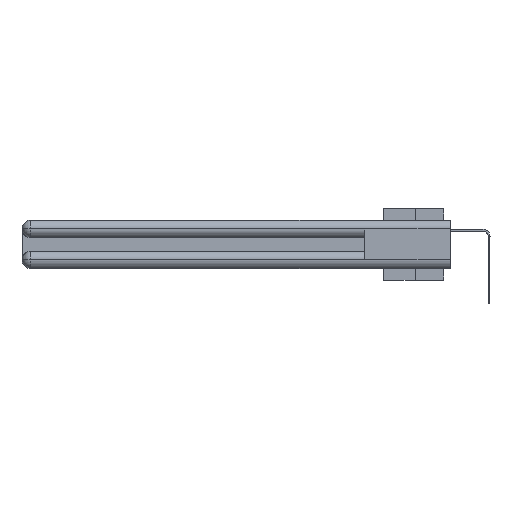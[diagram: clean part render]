
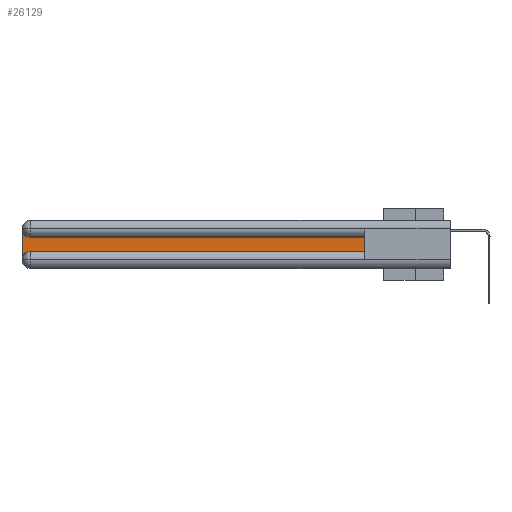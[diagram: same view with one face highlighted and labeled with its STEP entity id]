
A CAD part, left-side view. The second image highlights one B-rep face of the part: STEP entity #26129.
In plain terms, the highlighted planar face has unit normal (-1, 0, 0).
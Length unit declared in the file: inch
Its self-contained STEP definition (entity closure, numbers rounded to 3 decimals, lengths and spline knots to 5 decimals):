
#953 = ORIENTED_EDGE ( 'NONE', *, *, #10517, .T. ) ;
#1680 = VERTEX_POINT ( 'NONE', #8149 ) ;
#3221 = VERTEX_POINT ( 'NONE', #29123 ) ;
#3775 = VECTOR ( 'NONE', #23061, 39.37008 ) ;
#3978 = VERTEX_POINT ( 'NONE', #33155 ) ;
#4446 = VERTEX_POINT ( 'NONE', #39664 ) ;
#4607 = EDGE_CURVE ( 'NONE', #33184, #1680, #17020, .T. ) ;
#4891 = DIRECTION ( 'NONE',  ( 0., -1., 0. ) ) ;
#6311 = ORIENTED_EDGE ( 'NONE', *, *, #23043, .T. ) ;
#8149 = CARTESIAN_POINT ( 'NONE',  ( 0.075, 3., -0.0625 ) ) ;
#8186 = CARTESIAN_POINT ( 'NONE',  ( 0.075, 3., -0.2175 ) ) ;
#10168 = ORIENTED_EDGE ( 'NONE', *, *, #4607, .T. ) ;
#10517 = EDGE_CURVE ( 'NONE', #3221, #29443, #21412, .T. ) ;
#11974 = ORIENTED_EDGE ( 'NONE', *, *, #39035, .T. ) ;
#12275 = DIRECTION ( 'NONE',  ( 0., 1., 0. ) ) ;
#13546 = DIRECTION ( 'NONE',  ( 1., 0., 0. ) ) ;
#14535 = CIRCLE ( 'NONE', #38965, 0.06 ) ;
#17020 = CIRCLE ( 'NONE', #21407, 0.06 ) ;
#17117 = VECTOR ( 'NONE', #4891, 39.37008 ) ;
#18219 = VECTOR ( 'NONE', #26633, 39.37008 ) ;
#18412 = EDGE_CURVE ( 'NONE', #4446, #3221, #14535, .T. ) ;
#19480 = PLANE ( 'NONE',  #20704 ) ;
#19569 = EDGE_CURVE ( 'NONE', #1680, #4446, #35276, .T. ) ;
#20469 = FACE_OUTER_BOUND ( 'NONE', #37203, .T. ) ;
#20704 = AXIS2_PLACEMENT_3D ( 'NONE', #22871, #13546, #29238 ) ;
#20796 = CARTESIAN_POINT ( 'NONE',  ( 0.075, 2.94, -0.2775 ) ) ;
#21407 = AXIS2_PLACEMENT_3D ( 'NONE', #38280, #28923, #38151 ) ;
#21412 = LINE ( 'NONE', #36025, #17117 ) ;
#21575 = CARTESIAN_POINT ( 'NONE',  ( 0.075, 0.6, -0.1225 ) ) ;
#22871 = CARTESIAN_POINT ( 'NONE',  ( 0.075, 3., -0.1225 ) ) ;
#23043 = EDGE_CURVE ( 'NONE', #3978, #33184, #35005, .T. ) ;
#23061 = DIRECTION ( 'NONE',  ( 0., 0., -1. ) ) ;
#23260 = CARTESIAN_POINT ( 'NONE',  ( 0.075, 0.6, -0.2175 ) ) ;
#23677 = DIRECTION ( 'NONE',  ( 0., 0., -1. ) ) ;
#24147 = CARTESIAN_POINT ( 'NONE',  ( 0.075, 0.6, -0.2175 ) ) ;
#26129 = ADVANCED_FACE ( 'NONE', ( #20469 ), #19480, .F. ) ;
#26633 = DIRECTION ( 'NONE',  ( 0., 0., 1. ) ) ;
#26765 = ORIENTED_EDGE ( 'NONE', *, *, #18412, .T. ) ;
#27248 = VECTOR ( 'NONE', #12275, 39.37008 ) ;
#28923 = DIRECTION ( 'NONE',  ( 1., 0., 0. ) ) ;
#29123 = CARTESIAN_POINT ( 'NONE',  ( 0.075, 2.94, -0.2175 ) ) ;
#29238 = DIRECTION ( 'NONE',  ( 0., 0., -1. ) ) ;
#29443 = VERTEX_POINT ( 'NONE', #24147 ) ;
#29787 = DIRECTION ( 'NONE',  ( 1., 0., 0. ) ) ;
#30837 = LINE ( 'NONE', #23260, #18219 ) ;
#33155 = CARTESIAN_POINT ( 'NONE',  ( 0.075, 0.6, -0.1225 ) ) ;
#33184 = VERTEX_POINT ( 'NONE', #34137 ) ;
#34137 = CARTESIAN_POINT ( 'NONE',  ( 0.075, 2.94, -0.1225 ) ) ;
#34981 = ORIENTED_EDGE ( 'NONE', *, *, #19569, .T. ) ;
#35005 = LINE ( 'NONE', #21575, #27248 ) ;
#35276 = LINE ( 'NONE', #8186, #3775 ) ;
#36025 = CARTESIAN_POINT ( 'NONE',  ( 0.075, 0.6, -0.2175 ) ) ;
#37203 = EDGE_LOOP ( 'NONE', ( #6311, #10168, #34981, #26765, #953, #11974 ) ) ;
#38151 = DIRECTION ( 'NONE',  ( 0., 0., -1. ) ) ;
#38280 = CARTESIAN_POINT ( 'NONE',  ( 0.075, 2.94, -0.0625 ) ) ;
#38965 = AXIS2_PLACEMENT_3D ( 'NONE', #20796, #29787, #23677 ) ;
#39035 = EDGE_CURVE ( 'NONE', #29443, #3978, #30837, .T. ) ;
#39664 = CARTESIAN_POINT ( 'NONE',  ( 0.075, 3., -0.2775 ) ) ;
